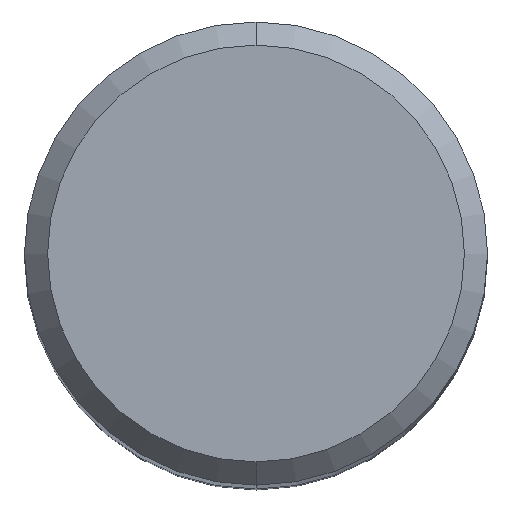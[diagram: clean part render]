
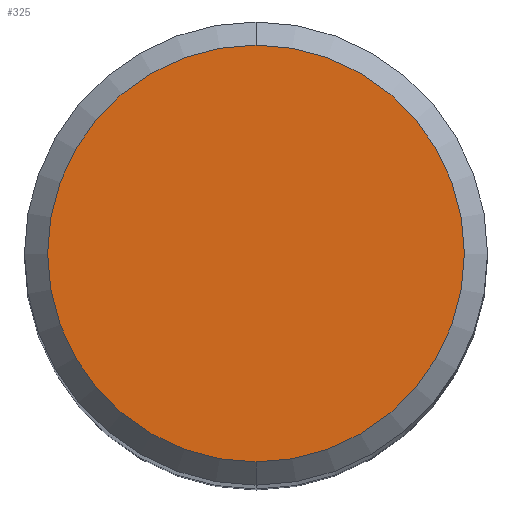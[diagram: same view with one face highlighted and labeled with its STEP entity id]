
A CAD part, top view. The second image highlights one B-rep face of the part: STEP entity #325.
In plain terms, the highlighted planar face has unit normal (0, 0, 1).
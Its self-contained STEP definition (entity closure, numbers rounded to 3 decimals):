
#185=EDGE_CURVE('',#191,#233,#423,.T.);
#191=VERTEX_POINT('',#430);
#201=EDGE_CURVE('',#233,#191,#441,.T.);
#233=VERTEX_POINT('',#479);
#325=ADVANCED_FACE('',(#580),#581,.T.);
#423=CIRCLE('',#689,3.6);
#430=CARTESIAN_POINT('',(0.0,3.6,0.));
#441=CIRCLE('',#713,3.6);
#479=CARTESIAN_POINT('',(0.,-3.6,0.));
#580=FACE_OUTER_BOUND('',#893,.T.);
#581=PLANE('',#894);
#689=AXIS2_PLACEMENT_3D('',#1001,#1002,#1003);
#713=AXIS2_PLACEMENT_3D('',#1025,#1026,#1027);
#893=EDGE_LOOP('',(#1201,#1202));
#894=AXIS2_PLACEMENT_3D('',#1203,#1204,#1205);
#1001=CARTESIAN_POINT('',(0.0,0.0,0.));
#1002=DIRECTION('',(0.0,0.0,-1.0));
#1003=DIRECTION('',(0.0,1.0,0.0));
#1025=CARTESIAN_POINT('',(0.0,0.0,0.));
#1026=DIRECTION('',(0.0,0.0,-1.0));
#1027=DIRECTION('',(0.0,1.0,0.0));
#1201=ORIENTED_EDGE('',*,*,#185,.F.);
#1202=ORIENTED_EDGE('',*,*,#201,.F.);
#1203=CARTESIAN_POINT('',(0.0,1.8,0.));
#1204=DIRECTION('',(-0.0,0.0,1.0));
#1205=DIRECTION('',(0.0,-1.0,0.0));
